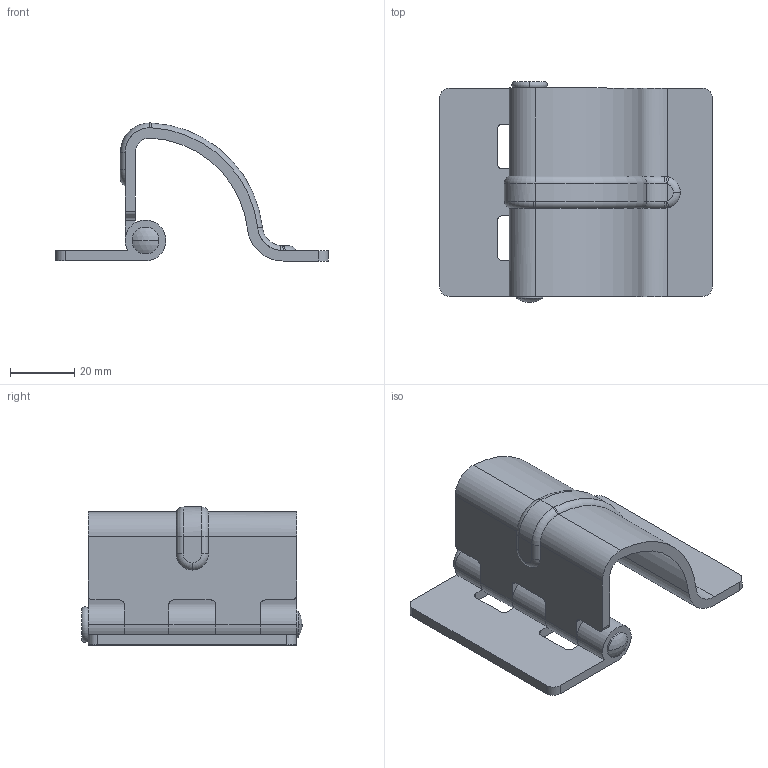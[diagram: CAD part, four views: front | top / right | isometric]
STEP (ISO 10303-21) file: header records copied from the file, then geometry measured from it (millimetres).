
FILE_DESCRIPTION (( 'STEP AP203' ), '1' );
FILE_NAME ('B-8-11.STEP', '2023-10-13T01:08:00', ( '' ), ( '' ), 'SwSTEP 2.0', 'SolidWorks 2021', '' );
FILE_SCHEMA (( 'CONFIG_CONTROL_DESIGN' ));
Length unit declared in the file: millimetre
Products named in the file (4): B-8-11; copy_10065_10060-B101_; copy_10065_10060-B102_; 10065-B103_
Assembly tree (3 placements, depth 2):
  B-8-11
    10065-B103_
    copy_10065_10060-B101_
    copy_10065_10060-B102_
Bounding box: 85 x 68.8 x 43.07 mm (x, y, z)
Volume: 36145.6 mm3; surface area: 24408.4 mm2
Topology: 3 solids, 3 shells, 102 faces, 267 edges, 173 vertices
Faces by surface type: cylinder 53, plane 30, torus 13, bspline 4, sphere 2
Entity records: 3660 total; most frequent: DIRECTION 610, CARTESIAN_POINT 610, ORIENTED_EDGE 534, EDGE_CURVE 267, AXIS2_PLACEMENT_3D 245, VERTEX_POINT 173, CIRCLE 141, VECTOR 120
